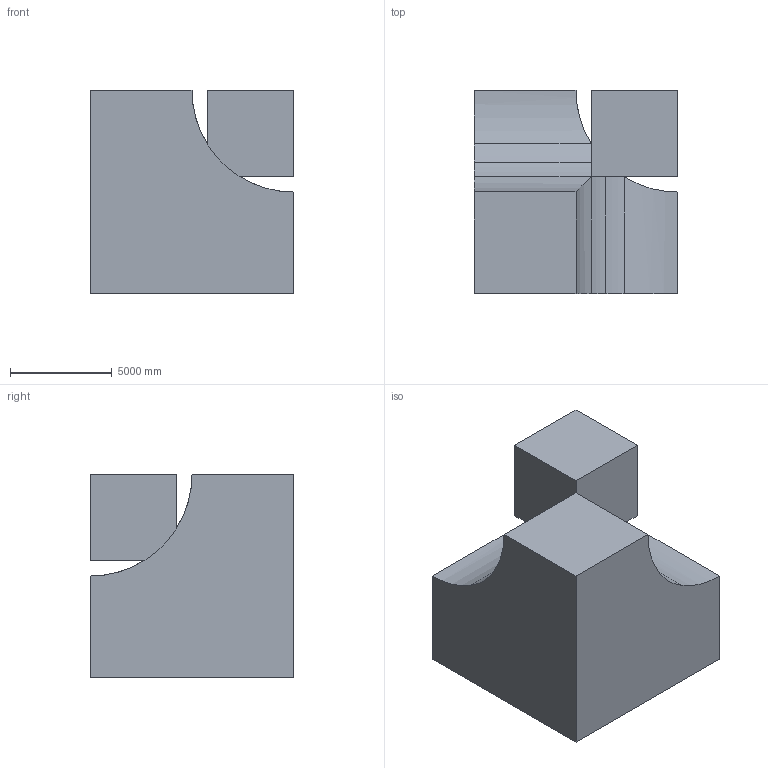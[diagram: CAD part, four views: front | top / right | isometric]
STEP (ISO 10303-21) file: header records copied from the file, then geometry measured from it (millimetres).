
FILE_DESCRIPTION(('Open CASCADE Model'),'2;1');
FILE_NAME('Open CASCADE Shape Model','2024-06-20T13:04:02',('Author'),( 'Open CASCADE'),'Open CASCADE STEP processor 7.5','Open CASCADE 7.5' ,'Unknown');
FILE_SCHEMA(('AUTOMOTIVE_DESIGN { 1 0 10303 214 1 1 1 1 }'));
Length unit declared in the file: metre
Products named in the file (1): Split_1_1
Bounding box: 10000 x 10000 x 10000 mm (x, y, z)
Volume: 663721758643.2 mm3; surface area: 548361255.5 mm2
Topology: 1 solids, 1 shells, 24 faces, 57 edges, 35 vertices
Faces by surface type: plane 12, cylinder 12
Entity records: 1567 total; most frequent: CARTESIAN_POINT 441, DIRECTION 206, ORIENTED_EDGE 114, PCURVE 114, DEFINITIONAL_REPRESENTATION 114, LINE 108, VECTOR 108, EDGE_CURVE 57
